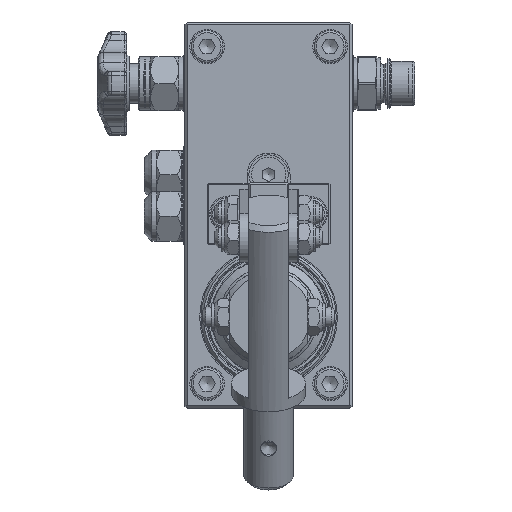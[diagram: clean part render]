
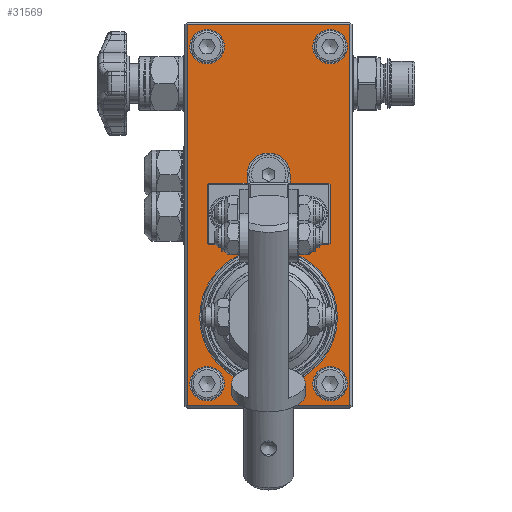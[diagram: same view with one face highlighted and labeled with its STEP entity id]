
A CAD part, top view. The second image highlights one B-rep face of the part: STEP entity #31569.
In plain terms, the highlighted face is planar.
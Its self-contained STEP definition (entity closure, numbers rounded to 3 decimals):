
#30306=CARTESIAN_POINT('',(-33.,156.,-1426.074));
#30307=VERTEX_POINT('',#30306);
#30314=CARTESIAN_POINT('',(33.,156.,-1426.074));
#30315=VERTEX_POINT('',#30314);
#30316=CARTESIAN_POINT('',(-33.,156.,-1426.074));
#30317=DIRECTION('',(1.0,0.0,0.0));
#30318=VECTOR('',#30317,66.);
#30319=LINE('',#30316,#30318);
#30320=EDGE_CURVE('',#30307,#30315,#30319,.T.);
#30462=CARTESIAN_POINT('',(25.,140.,-1426.074));
#30463=VERTEX_POINT('',#30462);
#30464=CARTESIAN_POINT('',(25.,147.,-1426.074));
#30465=DIRECTION('',(0.0,0.0,-1.0));
#30466=DIRECTION('',(0.0,-1.0,0.0));
#30467=AXIS2_PLACEMENT_3D('',#30464,#30465,#30466);
#30468=CIRCLE('',#30467,7.);
#30469=EDGE_CURVE('',#30463,#30463,#30468,.T.);
#30502=CARTESIAN_POINT('',(-25.,140.,-1426.074));
#30503=VERTEX_POINT('',#30502);
#30504=CARTESIAN_POINT('',(-25.,147.,-1426.074));
#30505=DIRECTION('',(0.0,0.0,-1.0));
#30506=DIRECTION('',(0.0,-1.0,0.0));
#30507=AXIS2_PLACEMENT_3D('',#30504,#30505,#30506);
#30508=CIRCLE('',#30507,7.);
#30509=EDGE_CURVE('',#30503,#30503,#30508,.T.);
#30696=CARTESIAN_POINT('',(-8.75,91.,-1426.074));
#30697=VERTEX_POINT('',#30696);
#30720=CARTESIAN_POINT('',(-8.75,95.,-1426.074));
#30721=VERTEX_POINT('',#30720);
#30728=CARTESIAN_POINT('',(-8.75,91.,-1426.074));
#30729=DIRECTION('',(0.0,1.0,0.0));
#30730=VECTOR('',#30729,4.);
#30731=LINE('',#30728,#30730);
#30732=EDGE_CURVE('',#30697,#30721,#30731,.T.);
#30742=CARTESIAN_POINT('',(8.75,95.,-1426.074));
#30743=VERTEX_POINT('',#30742);
#30744=CARTESIAN_POINT('',(8.75,91.,-1426.074));
#30745=VERTEX_POINT('',#30744);
#30746=CARTESIAN_POINT('',(8.75,95.,-1426.074));
#30747=DIRECTION('',(0.0,-1.0,0.0));
#30748=VECTOR('',#30747,4.);
#30749=LINE('',#30746,#30748);
#30750=EDGE_CURVE('',#30743,#30745,#30749,.T.);
#30791=CARTESIAN_POINT('',(0.,95.,-1426.074));
#30792=DIRECTION('',(0.0,0.0,-1.0));
#30793=DIRECTION('',(0.0,-1.0,0.0));
#30794=AXIS2_PLACEMENT_3D('',#30791,#30792,#30793);
#30795=CIRCLE('',#30794,8.75);
#30796=EDGE_CURVE('',#30721,#30743,#30795,.T.);
#30816=CARTESIAN_POINT('',(33.,1.,-1426.074));
#30817=VERTEX_POINT('',#30816);
#30869=CARTESIAN_POINT('',(-33.,1.,-1426.074));
#30870=VERTEX_POINT('',#30869);
#31096=CARTESIAN_POINT('',(-33.,1.,-1426.074));
#31097=DIRECTION('',(0.0,1.0,0.0));
#31098=VECTOR('',#31097,155.0);
#31099=LINE('',#31096,#31098);
#31100=EDGE_CURVE('',#30870,#30307,#31099,.T.);
#31118=CARTESIAN_POINT('',(33.,1.,-1426.074));
#31119=DIRECTION('',(-1.0,0.0,0.0));
#31120=VECTOR('',#31119,66.0);
#31121=LINE('',#31118,#31120);
#31122=EDGE_CURVE('',#30817,#30870,#31121,.T.);
#31133=CARTESIAN_POINT('',(33.,156.,-1426.074));
#31134=DIRECTION('',(0.0,-1.0,0.0));
#31135=VECTOR('',#31134,155.0);
#31136=LINE('',#31133,#31135);
#31137=EDGE_CURVE('',#30315,#30817,#31136,.T.);
#31315=CARTESIAN_POINT('',(25.,3.,-1426.074));
#31316=VERTEX_POINT('',#31315);
#31317=CARTESIAN_POINT('',(25.,10.,-1426.074));
#31318=DIRECTION('',(0.0,0.0,-1.0));
#31319=DIRECTION('',(0.0,-1.0,0.0));
#31320=AXIS2_PLACEMENT_3D('',#31317,#31318,#31319);
#31321=CIRCLE('',#31320,7.);
#31322=EDGE_CURVE('',#31316,#31316,#31321,.T.);
#31355=CARTESIAN_POINT('',(-25.,3.,-1426.074));
#31356=VERTEX_POINT('',#31355);
#31357=CARTESIAN_POINT('',(-25.,10.,-1426.074));
#31358=DIRECTION('',(0.0,0.0,-1.0));
#31359=DIRECTION('',(0.0,-1.0,0.0));
#31360=AXIS2_PLACEMENT_3D('',#31357,#31358,#31359);
#31361=CIRCLE('',#31360,7.);
#31362=EDGE_CURVE('',#31356,#31356,#31361,.T.);
#31476=CARTESIAN_POINT('',(0.,9.,-1426.074));
#31477=VERTEX_POINT('',#31476);
#31478=CARTESIAN_POINT('',(0.,37.,-1426.074));
#31479=DIRECTION('',(0.0,0.0,-1.0));
#31480=DIRECTION('',(0.0,1.0,0.0));
#31481=AXIS2_PLACEMENT_3D('',#31478,#31479,#31480);
#31482=CIRCLE('',#31481,28.);
#31483=EDGE_CURVE('',#31477,#31477,#31482,.T.);
#31500=CARTESIAN_POINT('',(0.,78.5,-1426.074));
#31501=DIRECTION('',(0.0,0.0,1.0));
#31502=DIRECTION('',(0.0,-1.0,0.0));
#31503=AXIS2_PLACEMENT_3D('',#31500,#31501,#31502);
#31504=PLANE('',#31503);
#31505=ORIENTED_EDGE('',*,*,#30320,.F.);
#31506=ORIENTED_EDGE('',*,*,#31100,.F.);
#31507=ORIENTED_EDGE('',*,*,#31122,.F.);
#31508=ORIENTED_EDGE('',*,*,#31137,.F.);
#31509=EDGE_LOOP('',(#31505,#31506,#31507,#31508));
#31510=FACE_OUTER_BOUND('',#31509,.T.);
#31511=CARTESIAN_POINT('',(-24.5,91.,-1426.074));
#31512=VERTEX_POINT('',#31511);
#31513=CARTESIAN_POINT('',(-24.5,91.,-1426.074));
#31514=DIRECTION('',(1.0,0.,0.0));
#31515=VECTOR('',#31514,15.75);
#31516=LINE('',#31513,#31515);
#31517=EDGE_CURVE('',#31512,#30697,#31516,.T.);
#31518=ORIENTED_EDGE('',*,*,#31517,.T.);
#31519=ORIENTED_EDGE('',*,*,#30732,.T.);
#31520=ORIENTED_EDGE('',*,*,#30796,.T.);
#31521=ORIENTED_EDGE('',*,*,#30750,.T.);
#31522=CARTESIAN_POINT('',(24.5,91.,-1426.074));
#31523=VERTEX_POINT('',#31522);
#31524=CARTESIAN_POINT('',(8.75,91.,-1426.074));
#31525=DIRECTION('',(1.0,0.,0.0));
#31526=VECTOR('',#31525,15.75);
#31527=LINE('',#31524,#31526);
#31528=EDGE_CURVE('',#30745,#31523,#31527,.T.);
#31529=ORIENTED_EDGE('',*,*,#31528,.T.);
#31530=CARTESIAN_POINT('',(24.5,67.,-1426.074));
#31531=VERTEX_POINT('',#31530);
#31532=CARTESIAN_POINT('',(24.5,91.,-1426.074));
#31533=DIRECTION('',(0.0,-1.0,0.0));
#31534=VECTOR('',#31533,24.0);
#31535=LINE('',#31532,#31534);
#31536=EDGE_CURVE('',#31523,#31531,#31535,.T.);
#31537=ORIENTED_EDGE('',*,*,#31536,.T.);
#31538=CARTESIAN_POINT('',(-24.5,67.,-1426.074));
#31539=VERTEX_POINT('',#31538);
#31540=CARTESIAN_POINT('',(24.5,67.,-1426.074));
#31541=DIRECTION('',(-1.0,0.,0.0));
#31542=VECTOR('',#31541,49.0);
#31543=LINE('',#31540,#31542);
#31544=EDGE_CURVE('',#31531,#31539,#31543,.T.);
#31545=ORIENTED_EDGE('',*,*,#31544,.T.);
#31546=CARTESIAN_POINT('',(-24.5,67.,-1426.074));
#31547=DIRECTION('',(0.0,1.0,0.0));
#31548=VECTOR('',#31547,24.);
#31549=LINE('',#31546,#31548);
#31550=EDGE_CURVE('',#31539,#31512,#31549,.T.);
#31551=ORIENTED_EDGE('',*,*,#31550,.T.);
#31552=EDGE_LOOP('',(#31518,#31519,#31520,#31521,#31529,#31537,#31545,#31551));
#31553=FACE_BOUND('',#31552,.T.);
#31554=ORIENTED_EDGE('',*,*,#30469,.T.);
#31555=EDGE_LOOP('',(#31554));
#31556=FACE_BOUND('',#31555,.T.);
#31557=ORIENTED_EDGE('',*,*,#30509,.T.);
#31558=EDGE_LOOP('',(#31557));
#31559=FACE_BOUND('',#31558,.T.);
#31560=ORIENTED_EDGE('',*,*,#31322,.T.);
#31561=EDGE_LOOP('',(#31560));
#31562=FACE_BOUND('',#31561,.T.);
#31563=ORIENTED_EDGE('',*,*,#31362,.T.);
#31564=EDGE_LOOP('',(#31563));
#31565=FACE_BOUND('',#31564,.T.);
#31566=ORIENTED_EDGE('',*,*,#31483,.T.);
#31567=EDGE_LOOP('',(#31566));
#31568=FACE_BOUND('',#31567,.T.);
#31569=ADVANCED_FACE('',(#31510,#31553,#31556,#31559,#31562,#31565,#31568),#31504,.T.);
